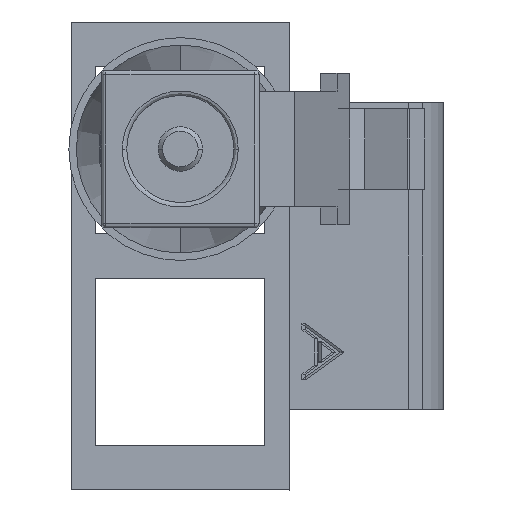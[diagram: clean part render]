
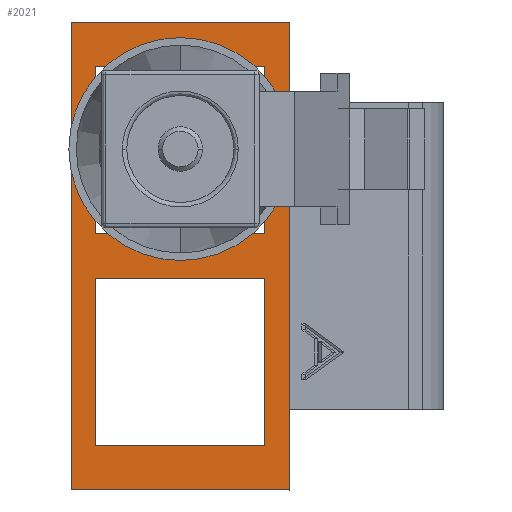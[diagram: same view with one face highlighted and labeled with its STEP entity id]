
A CAD part, front view. The second image highlights one B-rep face of the part: STEP entity #2021.
In plain terms, the highlighted face is planar.
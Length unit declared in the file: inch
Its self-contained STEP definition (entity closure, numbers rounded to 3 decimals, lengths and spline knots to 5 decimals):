
#1985 = VERTEX_POINT ( 'NONE', #4349 ) ;
#1986 = ORIENTED_EDGE ( 'NONE', *, *, #1987, .F. ) ;
#1987 = EDGE_CURVE ( 'NONE', #1988, #1985, #4390, .T. ) ;
#1988 = VERTEX_POINT ( 'NONE', #4210 ) ;
#1989 = ORIENTED_EDGE ( 'NONE', *, *, #1990, .F. ) ;
#1990 = EDGE_CURVE ( 'NONE', #2025, #1988, #4209, .T. ) ;
#1999 = EDGE_CURVE ( 'NONE', #2544, #2041, #4392, .T. ) ;
#2007 = EDGE_LOOP ( 'NONE', ( #2008, #2012, #2015, #2018 ) ) ;
#2008 = ORIENTED_EDGE ( 'NONE', *, *, #2009, .F. ) ;
#2009 = EDGE_CURVE ( 'NONE', #2010, #2011, #4554, .T. ) ;
#2010 = VERTEX_POINT ( 'NONE', #4550 ) ;
#2011 = VERTEX_POINT ( 'NONE', #4548 ) ;
#2012 = ORIENTED_EDGE ( 'NONE', *, *, #2013, .F. ) ;
#2013 = EDGE_CURVE ( 'NONE', #2014, #2010, #4543, .T. ) ;
#2014 = VERTEX_POINT ( 'NONE', #4539 ) ;
#2015 = ORIENTED_EDGE ( 'NONE', *, *, #2016, .F. ) ;
#2016 = EDGE_CURVE ( 'NONE', #2017, #2014, #4533, .T. ) ;
#2017 = VERTEX_POINT ( 'NONE', #4526 ) ;
#2018 = ORIENTED_EDGE ( 'NONE', *, *, #2719, .F. ) ;
#2021 = ADVANCED_FACE ( 'NONE', ( #4807, #4806, #4804 ), #4803, .T. ) ;
#2022 = ORIENTED_EDGE ( 'NONE', *, *, #2023, .F. ) ;
#2023 = EDGE_CURVE ( 'NONE', #2024, #2025, #4792, .T. ) ;
#2024 = VERTEX_POINT ( 'NONE', #4786 ) ;
#2025 = VERTEX_POINT ( 'NONE', #4785 ) ;
#2026 = ORIENTED_EDGE ( 'NONE', *, *, #2027, .F. ) ;
#2027 = EDGE_CURVE ( 'NONE', #1985, #2024, #4784, .T. ) ;
#2035 = VERTEX_POINT ( 'NONE', #4638 ) ;
#2037 = EDGE_CURVE ( 'NONE', #2038, #2035, #4637, .T. ) ;
#2038 = VERTEX_POINT ( 'NONE', #4633 ) ;
#2041 = VERTEX_POINT ( 'NONE', #4623 ) ;
#2517 = ORIENTED_EDGE ( 'NONE', *, *, #2757, .T. ) ;
#2521 = VERTEX_POINT ( 'NONE', #4878 ) ;
#2523 = VERTEX_POINT ( 'NONE', #4877 ) ;
#2524 = EDGE_CURVE ( 'NONE', #2523, #2521, #4875, .T. ) ;
#2544 = VERTEX_POINT ( 'NONE', #4839 ) ;
#2660 = EDGE_LOOP ( 'NONE', ( #2022, #2026, #1986, #1989 ) ) ;
#2667 = EDGE_CURVE ( 'NONE', #2041, #2523, #5074, .T. ) ;
#2684 = ORIENTED_EDGE ( 'NONE', *, *, #1999, .T. ) ;
#2685 = EDGE_LOOP ( 'NONE', ( #2718, #2760, #2684, #2717, #2686, #2517 ) ) ;
#2686 = ORIENTED_EDGE ( 'NONE', *, *, #2524, .T. ) ;
#2717 = ORIENTED_EDGE ( 'NONE', *, *, #2667, .T. ) ;
#2718 = ORIENTED_EDGE ( 'NONE', *, *, #2037, .T. ) ;
#2719 = EDGE_CURVE ( 'NONE', #2011, #2017, #8143, .T. ) ;
#2721 = EDGE_CURVE ( 'NONE', #2035, #2544, #8139, .T. ) ;
#2757 = EDGE_CURVE ( 'NONE', #2521, #2038, #8130, .T. ) ;
#2760 = ORIENTED_EDGE ( 'NONE', *, *, #2721, .T. ) ;
#4209 = LINE ( 'NONE', #4347, #4346 ) ;
#4210 = CARTESIAN_POINT ( 'NONE',  ( 0.2125, 0.226, -0.095 ) ) ;
#4211 = DIRECTION ( 'NONE',  ( -1., 0., 0. ) ) ;
#4212 = VECTOR ( 'NONE', #4211, 39.37008 ) ;
#4213 = CARTESIAN_POINT ( 'NONE',  ( 0.025, 0.226, -0.095 ) ) ;
#4345 = DIRECTION ( 'NONE',  ( 0., 0., -1. ) ) ;
#4346 = VECTOR ( 'NONE', #4345, 39.37008 ) ;
#4347 = CARTESIAN_POINT ( 'NONE',  ( 0.2125, 0.226, 0.095 ) ) ;
#4349 = CARTESIAN_POINT ( 'NONE',  ( 0.025, 0.226, -0.095 ) ) ;
#4390 = LINE ( 'NONE', #4213, #4212 ) ;
#4391 = CARTESIAN_POINT ( 'NONE',  ( 0.2625, 0.226, -0.1225 ) ) ;
#4392 = LINE ( 'NONE', #4391, #4461 ) ;
#4459 = DIRECTION ( 'NONE',  ( 0., 0., -1. ) ) ;
#4461 = VECTOR ( 'NONE', #4459, 39.37008 ) ;
#4526 = CARTESIAN_POINT ( 'NONE',  ( -0.2125, 0.226, -0.095 ) ) ;
#4527 = DIRECTION ( 'NONE',  ( 0., 0., 1. ) ) ;
#4529 = VECTOR ( 'NONE', #4527, 39.37008 ) ;
#4532 = CARTESIAN_POINT ( 'NONE',  ( -0.2125, 0.226, 0.095 ) ) ;
#4533 = LINE ( 'NONE', #4532, #4529 ) ;
#4539 = CARTESIAN_POINT ( 'NONE',  ( -0.2125, 0.226, 0.095 ) ) ;
#4540 = DIRECTION ( 'NONE',  ( 1., 0., 0. ) ) ;
#4541 = VECTOR ( 'NONE', #4540, 39.37008 ) ;
#4542 = CARTESIAN_POINT ( 'NONE',  ( -0.025, 0.226, 0.095 ) ) ;
#4543 = LINE ( 'NONE', #4542, #4541 ) ;
#4548 = CARTESIAN_POINT ( 'NONE',  ( -0.025, 0.226, -0.095 ) ) ;
#4550 = CARTESIAN_POINT ( 'NONE',  ( -0.025, 0.226, 0.095 ) ) ;
#4551 = DIRECTION ( 'NONE',  ( 0., 0., -1. ) ) ;
#4552 = VECTOR ( 'NONE', #4551, 39.37008 ) ;
#4553 = CARTESIAN_POINT ( 'NONE',  ( -0.025, 0.226, 0.095 ) ) ;
#4554 = LINE ( 'NONE', #4553, #4552 ) ;
#4623 = CARTESIAN_POINT ( 'NONE',  ( 0.2625, 0.226, -0.1225 ) ) ;
#4633 = CARTESIAN_POINT ( 'NONE',  ( -0.2625, 0.226, -0.1225 ) ) ;
#4634 = DIRECTION ( 'NONE',  ( 0., 0., 1. ) ) ;
#4635 = VECTOR ( 'NONE', #4634, 39.37008 ) ;
#4636 = CARTESIAN_POINT ( 'NONE',  ( -0.2625, 0.226, -0.1225 ) ) ;
#4637 = LINE ( 'NONE', #4636, #4635 ) ;
#4638 = CARTESIAN_POINT ( 'NONE',  ( -0.2625, 0.226, 0.1225 ) ) ;
#4781 = DIRECTION ( 'NONE',  ( 0., 0., 1. ) ) ;
#4782 = VECTOR ( 'NONE', #4781, 39.37008 ) ;
#4783 = CARTESIAN_POINT ( 'NONE',  ( 0.025, 0.226, 0.095 ) ) ;
#4784 = LINE ( 'NONE', #4783, #4782 ) ;
#4785 = CARTESIAN_POINT ( 'NONE',  ( 0.2125, 0.226, 0.095 ) ) ;
#4786 = CARTESIAN_POINT ( 'NONE',  ( 0.025, 0.226, 0.095 ) ) ;
#4788 = DIRECTION ( 'NONE',  ( 1., 0., 0. ) ) ;
#4790 = VECTOR ( 'NONE', #4788, 39.37008 ) ;
#4791 = CARTESIAN_POINT ( 'NONE',  ( 0.025, 0.226, 0.095 ) ) ;
#4792 = LINE ( 'NONE', #4791, #4790 ) ;
#4796 = DIRECTION ( 'NONE',  ( 0., 0., 1. ) ) ;
#4798 = DIRECTION ( 'NONE',  ( 0., 1., 0. ) ) ;
#4800 = CARTESIAN_POINT ( 'NONE',  ( -0.2625, 0.226, -0.1225 ) ) ;
#4802 = AXIS2_PLACEMENT_3D ( 'NONE', #4800, #4798, #4796 ) ;
#4803 = PLANE ( 'NONE',  #4802 ) ;
#4804 = FACE_OUTER_BOUND ( 'NONE', #2685, .T. ) ;
#4806 = FACE_BOUND ( 'NONE', #2007, .T. ) ;
#4807 = FACE_BOUND ( 'NONE', #2660, .T. ) ;
#4839 = CARTESIAN_POINT ( 'NONE',  ( 0.2625, 0.226, 0.1225 ) ) ;
#4872 = DIRECTION ( 'NONE',  ( -1., 0., 0. ) ) ;
#4873 = VECTOR ( 'NONE', #4872, 39.37008 ) ;
#4874 = CARTESIAN_POINT ( 'NONE',  ( 0.172, 0.226, -0.1225 ) ) ;
#4875 = LINE ( 'NONE', #4874, #4873 ) ;
#4877 = CARTESIAN_POINT ( 'NONE',  ( 0.172, 0.226, -0.1225 ) ) ;
#4878 = CARTESIAN_POINT ( 'NONE',  ( -0.172, 0.226, -0.1225 ) ) ;
#5071 = DIRECTION ( 'NONE',  ( -1., 0., 0. ) ) ;
#5072 = VECTOR ( 'NONE', #5071, 39.37008 ) ;
#5073 = CARTESIAN_POINT ( 'NONE',  ( -0.2625, 0.226, -0.1225 ) ) ;
#5074 = LINE ( 'NONE', #5073, #5072 ) ;
#8127 = DIRECTION ( 'NONE',  ( -1., 0., 0. ) ) ;
#8128 = VECTOR ( 'NONE', #8127, 39.37008 ) ;
#8129 = CARTESIAN_POINT ( 'NONE',  ( -0.2625, 0.226, -0.1225 ) ) ;
#8130 = LINE ( 'NONE', #8129, #8128 ) ;
#8136 = DIRECTION ( 'NONE',  ( 1., 0., 0. ) ) ;
#8137 = VECTOR ( 'NONE', #8136, 39.37008 ) ;
#8138 = CARTESIAN_POINT ( 'NONE',  ( -0.2625, 0.226, 0.1225 ) ) ;
#8139 = LINE ( 'NONE', #8138, #8137 ) ;
#8140 = DIRECTION ( 'NONE',  ( -1., 0., 0. ) ) ;
#8141 = VECTOR ( 'NONE', #8140, 39.37008 ) ;
#8142 = CARTESIAN_POINT ( 'NONE',  ( -0.025, 0.226, -0.095 ) ) ;
#8143 = LINE ( 'NONE', #8142, #8141 ) ;
